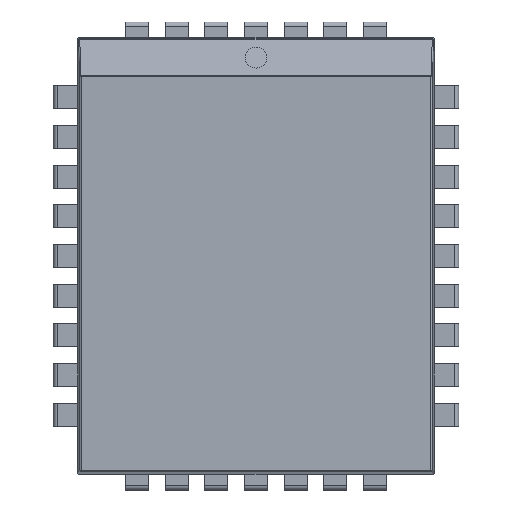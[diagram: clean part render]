
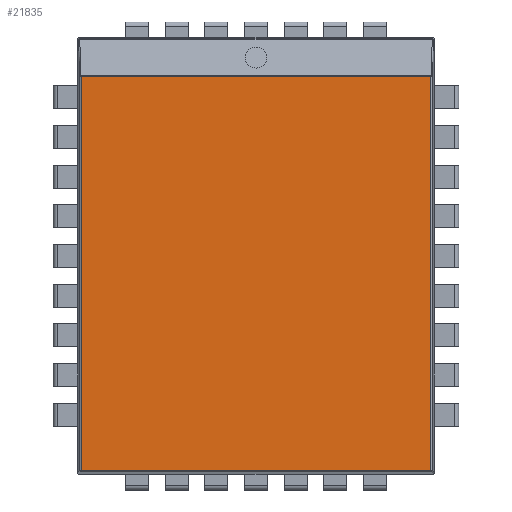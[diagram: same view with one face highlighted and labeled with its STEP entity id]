
A CAD part, top view. The second image highlights one B-rep face of the part: STEP entity #21835.
In plain terms, the highlighted planar face has unit normal (0, 0, 1).
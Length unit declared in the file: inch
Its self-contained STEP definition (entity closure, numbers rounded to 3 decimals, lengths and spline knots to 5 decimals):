
#575 = EDGE_CURVE ( 'NONE', #16838, #17515, #1312, .T. ) ;
#790 = VECTOR ( 'NONE', #12994, 39.37008 ) ;
#1062 = CARTESIAN_POINT ( 'NONE',  ( -0.22061, 0., 0.14 ) ) ;
#1312 = LINE ( 'NONE', #6635, #9657 ) ;
#2050 = EDGE_LOOP ( 'NONE', ( #12263, #2097, #8986, #28496 ) ) ;
#2097 = ORIENTED_EDGE ( 'NONE', *, *, #31305, .F. ) ;
#3533 = DIRECTION ( 'NONE',  ( -1., 0., 0. ) ) ;
#4273 = VECTOR ( 'NONE', #3533, 39.37008 ) ;
#4422 = CARTESIAN_POINT ( 'NONE',  ( 0.22061, -0.27061, 0.14 ) ) ;
#5361 = EDGE_CURVE ( 'NONE', #23063, #7345, #13112, .T. ) ;
#6635 = CARTESIAN_POINT ( 'NONE',  ( -0.16875, -0.27061, 0.14 ) ) ;
#7345 = VERTEX_POINT ( 'NONE', #32052 ) ;
#8986 = ORIENTED_EDGE ( 'NONE', *, *, #5361, .T. ) ;
#9657 = VECTOR ( 'NONE', #23954, 39.37008 ) ;
#10348 = FACE_OUTER_BOUND ( 'NONE', #2050, .T. ) ;
#11598 = AXIS2_PLACEMENT_3D ( 'NONE', #15545, #30758, #18896 ) ;
#12263 = ORIENTED_EDGE ( 'NONE', *, *, #575, .F. ) ;
#12994 = DIRECTION ( 'NONE',  ( 0., -1., 0. ) ) ;
#13112 = LINE ( 'NONE', #13274, #4273 ) ;
#13189 = CARTESIAN_POINT ( 'NONE',  ( -0.22061, -0.27061, 0.14 ) ) ;
#13274 = CARTESIAN_POINT ( 'NONE',  ( -0.225, 0.22674, 0.14 ) ) ;
#14027 = CARTESIAN_POINT ( 'NONE',  ( 0.22061, 0.22674, 0.14 ) ) ;
#14162 = EDGE_CURVE ( 'NONE', #17515, #7345, #30688, .T. ) ;
#15545 = CARTESIAN_POINT ( 'NONE',  ( -0.225, 0., 0.14 ) ) ;
#16838 = VERTEX_POINT ( 'NONE', #4422 ) ;
#17515 = VERTEX_POINT ( 'NONE', #13189 ) ;
#18549 = DIRECTION ( 'NONE',  ( 0., 1., 0. ) ) ;
#18896 = DIRECTION ( 'NONE',  ( 1., 0., 0. ) ) ;
#21835 = ADVANCED_FACE ( 'NONE', ( #10348 ), #27807, .T. ) ;
#23063 = VERTEX_POINT ( 'NONE', #14027 ) ;
#23954 = DIRECTION ( 'NONE',  ( -1., 0., 0. ) ) ;
#24992 = CARTESIAN_POINT ( 'NONE',  ( 0.22061, 0., 0.14 ) ) ;
#25626 = LINE ( 'NONE', #24992, #790 ) ;
#27672 = VECTOR ( 'NONE', #18549, 39.37008 ) ;
#27807 = PLANE ( 'NONE',  #11598 ) ;
#28496 = ORIENTED_EDGE ( 'NONE', *, *, #14162, .F. ) ;
#30688 = LINE ( 'NONE', #1062, #27672 ) ;
#30758 = DIRECTION ( 'NONE',  ( 0., 0., 1. ) ) ;
#31305 = EDGE_CURVE ( 'NONE', #23063, #16838, #25626, .T. ) ;
#32052 = CARTESIAN_POINT ( 'NONE',  ( -0.22061, 0.22674, 0.14 ) ) ;
